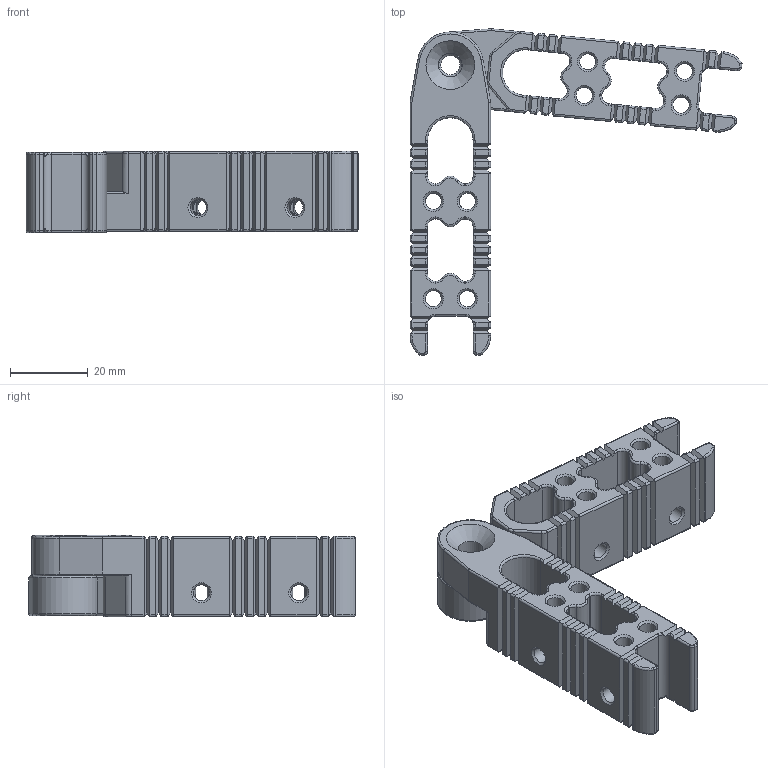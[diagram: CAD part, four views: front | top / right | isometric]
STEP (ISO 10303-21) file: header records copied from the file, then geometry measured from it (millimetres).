
FILE_DESCRIPTION(/* description */ ('GIUNZIONE PROFILI 2 VIE DA 25 ORIENT.'),/* implementation_level */ '2;1');
FILE_NAME(/* name */ 'DGIPD0000219.stp',/* time_stamp */ '2019-11-05T15:59:37+01:00',/* author */ ('fzagni'),/* organization */ (''),/* preprocessor_version */ 'ST-DEVELOPER v17.2',/* originating_system */ 'Autodesk Inventor 2019',/* authorisation */ '');
FILE_SCHEMA (('AUTOMOTIVE_DESIGN { 1 0 10303 214 3 1 1 }'));
Length unit declared in the file: millimetre
Products named in the file (3): DGIPD0000219; 440000013391; 440000013392
Assembly tree (2 placements, depth 2):
  DGIPD0000219
    440000013391
    440000013392
Bounding box: 85.26 x 83.86 x 21 mm (x, y, z)
Volume: 36942 mm3; surface area: 20218.9 mm2
Topology: 2 solids, 2 shells, 812 faces, 2229 edges, 1409 vertices
Faces by surface type: plane 366, cylinder 310, torus 100, cone 28, bspline 8
Full cylindrical faces by diameter (mm): 4.134 x20, 4.2 x4, 4.917 x1, 6.2 x1
Entity records: 27214 total; most frequent: CARTESIAN_POINT 5703, DIRECTION 4766, ORIENTED_EDGE 4458, EDGE_CURVE 2229, AXIS2_PLACEMENT_3D 1781, VERTEX_POINT 1409, LINE 1204, VECTOR 1204
